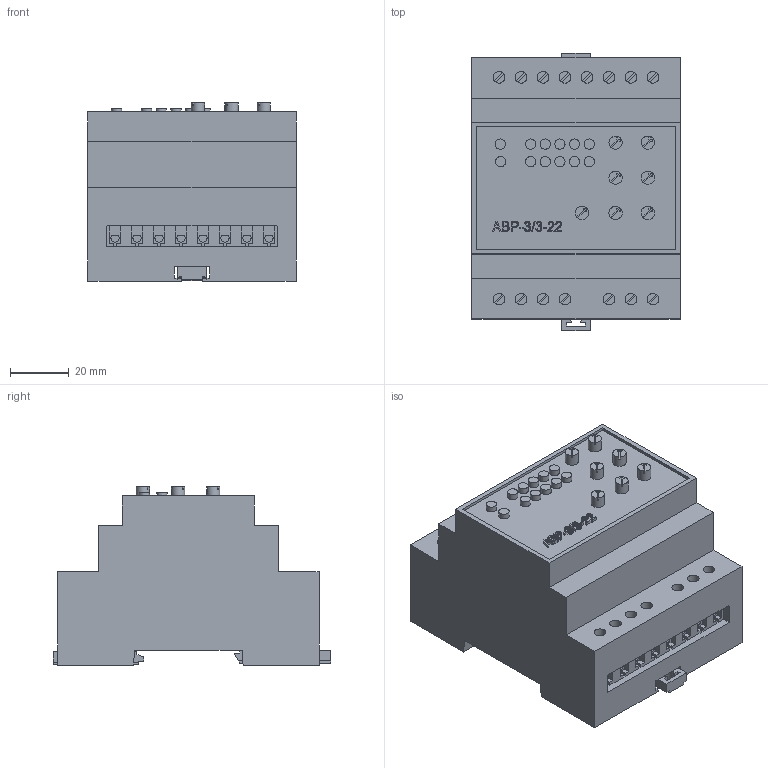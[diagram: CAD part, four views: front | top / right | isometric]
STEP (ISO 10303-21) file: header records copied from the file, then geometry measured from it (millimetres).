
FILE_DESCRIPTION(('STEP AP214'), '1');
FILE_NAME('ﾀﾂﾐ-3_3-22', '', ('UNSPECIFIED'), ('UNSPECIFIED'), 'ASCON STEP Converter 1.3', 'ASCON Math Kernel', '');
FILE_SCHEMA(('AUTOMOTIVE_DESIGN { 1 0 10303 214 3 1 1}'));
Length unit declared in the file: millimetre
Products named in the file (1): 玹襖.991002.025
Bounding box: 71 x 94.7 x 60.79 mm (x, y, z)
Volume: 61925.4 mm3; surface area: 66388.3 mm2
Topology: 2 solids, 4 shells, 970 faces, 2667 edges, 1772 vertices
Faces by surface type: plane 559, cylinder 411
Full cylindrical faces by diameter (mm): 3.5 x12, 4 x15, 4.5 x7
Entity records: 38674 total; most frequent: DIRECTION 5478, CARTESIAN_POINT 5376, ORIENTED_EDGE 5266, EDGE_CURVE 2633, AXIS2_PLACEMENT_3D 1874, VERTEX_POINT 1772, LINE 1730, VECTOR 1730
